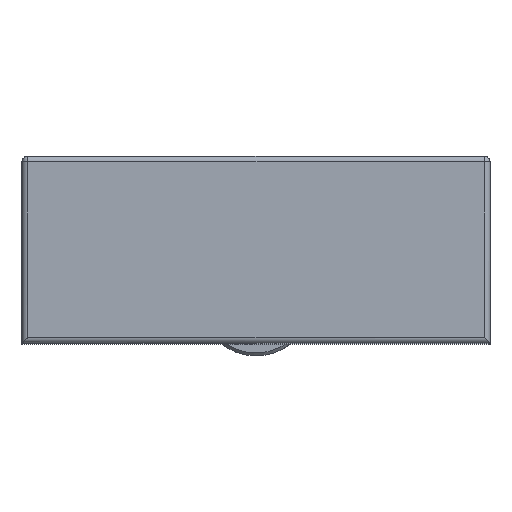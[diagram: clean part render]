
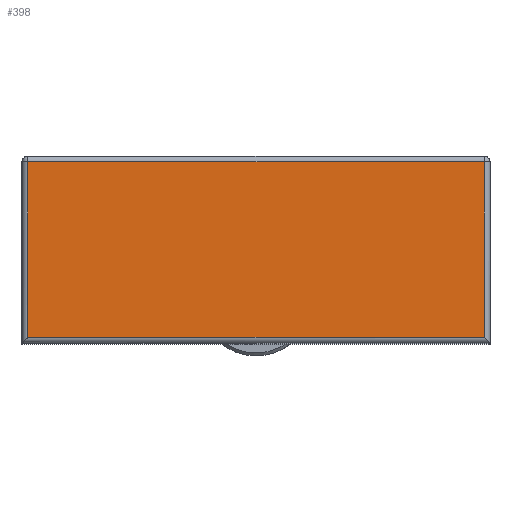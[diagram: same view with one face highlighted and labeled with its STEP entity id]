
A CAD part, top view. The second image highlights one B-rep face of the part: STEP entity #398.
In plain terms, the highlighted planar face has unit normal (0, 0, 1).
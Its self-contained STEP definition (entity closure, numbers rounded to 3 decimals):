
#28 = VERTEX_POINT ( 'NONE', #2099 ) ;
#97 = CARTESIAN_POINT ( 'NONE',  ( 38.771, 31.944, 66.557 ) ) ;
#130 = VERTEX_POINT ( 'NONE', #999 ) ;
#252 = PLANE ( 'NONE',  #1822 ) ;
#283 = EDGE_CURVE ( 'NONE', #130, #1800, #870, .T. ) ;
#398 = ADVANCED_FACE ( 'NONE', ( #1737 ), #252, .F. ) ;
#422 = CARTESIAN_POINT ( 'NONE',  ( -39.229, 32.944, 66.557 ) ) ;
#805 = ORIENTED_EDGE ( 'NONE', *, *, #2281, .T. ) ;
#822 = CARTESIAN_POINT ( 'NONE',  ( 39.771, 31.944, 66.557 ) ) ;
#834 = CARTESIAN_POINT ( 'NONE',  ( 39.771, 1.944, 66.557 ) ) ;
#870 = LINE ( 'NONE', #2903, #2889 ) ;
#926 = DIRECTION ( 'NONE',  ( -1., 0., 0. ) ) ;
#929 = VECTOR ( 'NONE', #1715, 1000. ) ;
#943 = ORIENTED_EDGE ( 'NONE', *, *, #2339, .T. ) ;
#999 = CARTESIAN_POINT ( 'NONE',  ( 38.771, 1.944, 66.557 ) ) ;
#1188 = VERTEX_POINT ( 'NONE', #1873 ) ;
#1342 = ORIENTED_EDGE ( 'NONE', *, *, #283, .T. ) ;
#1366 = DIRECTION ( 'NONE',  ( 0., -1., 0. ) ) ;
#1517 = VECTOR ( 'NONE', #1366, 1000. ) ;
#1715 = DIRECTION ( 'NONE',  ( -1., 0., 0. ) ) ;
#1737 = FACE_OUTER_BOUND ( 'NONE', #2492, .T. ) ;
#1800 = VERTEX_POINT ( 'NONE', #97 ) ;
#1822 = AXIS2_PLACEMENT_3D ( 'NONE', #2509, #2756, #926 ) ;
#1873 = CARTESIAN_POINT ( 'NONE',  ( -39.229, 31.944, 66.557 ) ) ;
#1892 = EDGE_CURVE ( 'NONE', #28, #130, #2576, .T. ) ;
#2099 = CARTESIAN_POINT ( 'NONE',  ( -39.229, 1.944, 66.557 ) ) ;
#2129 = LINE ( 'NONE', #422, #1517 ) ;
#2281 = EDGE_CURVE ( 'NONE', #1800, #1188, #2734, .T. ) ;
#2339 = EDGE_CURVE ( 'NONE', #1188, #28, #2129, .T. ) ;
#2390 = ORIENTED_EDGE ( 'NONE', *, *, #1892, .T. ) ;
#2428 = DIRECTION ( 'NONE',  ( 1., 0., 0. ) ) ;
#2490 = DIRECTION ( 'NONE',  ( 0., 1., 0. ) ) ;
#2492 = EDGE_LOOP ( 'NONE', ( #943, #2390, #1342, #805 ) ) ;
#2509 = CARTESIAN_POINT ( 'NONE',  ( 39.771, 32.944, 66.557 ) ) ;
#2576 = LINE ( 'NONE', #834, #2744 ) ;
#2734 = LINE ( 'NONE', #822, #929 ) ;
#2744 = VECTOR ( 'NONE', #2428, 1000. ) ;
#2756 = DIRECTION ( 'NONE',  ( 0., 0., -1. ) ) ;
#2889 = VECTOR ( 'NONE', #2490, 1000. ) ;
#2903 = CARTESIAN_POINT ( 'NONE',  ( 38.771, 32.944, 66.557 ) ) ;
